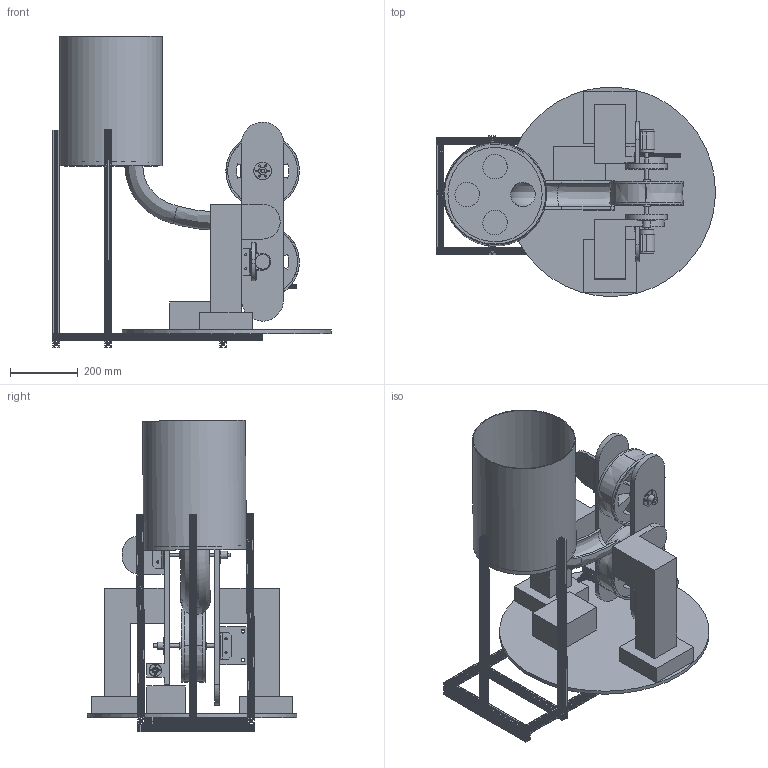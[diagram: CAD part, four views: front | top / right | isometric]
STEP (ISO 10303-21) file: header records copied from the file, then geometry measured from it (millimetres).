
FILE_DESCRIPTION(('FreeCAD Model'),'2;1');
FILE_NAME('Open CASCADE Shape Model','2025-04-25T20:40:52',('FreeCAD'),( 'FreeCAD'),'Open CASCADE STEP processor 7.6','FreeCAD','Unknown');
FILE_SCHEMA(('AUTOMOTIVE_DESIGN { 1 0 10303 214 1 1 1 1 }'));
Products named in the file (1): Open CASCADE STEP translator 7.6 1
Bounding box: 823.69 x 617.96 x 920.26 mm (x, y, z)
Volume: 23091623.1 mm3; surface area: 4091014.9 mm2
Topology: 85 solids, 85 shells, 2238 faces, 6601 edges, 4526 vertices
Faces by surface type: bspline 2238
Entity records: 225991 total; most frequent: CARTESIAN_POINT 188337, ORIENTED_EDGE 12982, EDGE_CURVE 6491, B_SPLINE_CURVE_WITH_KNOTS 4919, VERTEX_POINT 4489, FACE_BOUND 2540, EDGE_LOOP 2504, ADVANCED_FACE 2237
